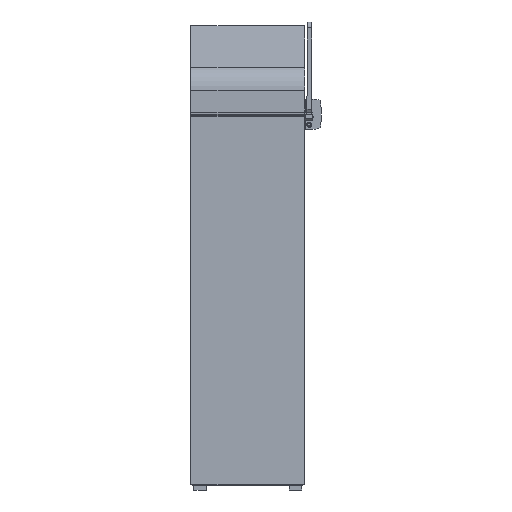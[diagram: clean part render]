
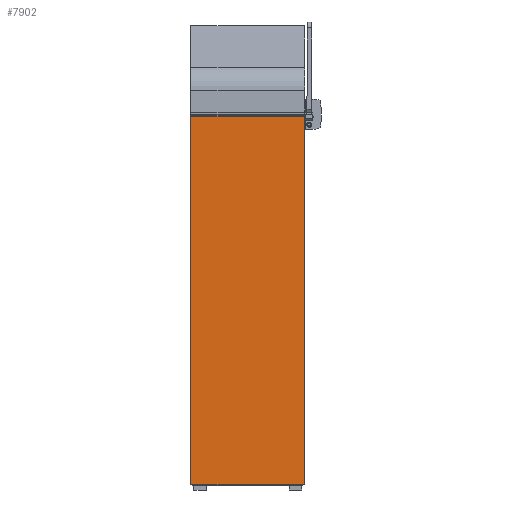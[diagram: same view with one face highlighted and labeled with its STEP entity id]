
A CAD part, front view. The second image highlights one B-rep face of the part: STEP entity #7902.
In plain terms, the highlighted planar face has unit normal (0, -1, 0).
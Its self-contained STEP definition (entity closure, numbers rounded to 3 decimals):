
#162 = CARTESIAN_POINT ( 'NONE',  ( -113.5, -224.3, 746.194 ) ) ;
#224 = CARTESIAN_POINT ( 'NONE',  ( 113.5, -224.3, 746.194 ) ) ;
#938 = ORIENTED_EDGE ( 'NONE', *, *, #8362, .F. ) ;
#999 = DIRECTION ( 'NONE',  ( 0., 0., -1. ) ) ;
#1273 = EDGE_LOOP ( 'NONE', ( #7650, #2521, #5341, #938 ) ) ;
#1530 = PLANE ( 'NONE',  #6111 ) ;
#1795 = DIRECTION ( 'NONE',  ( 0., 0., -1. ) ) ;
#2209 = CARTESIAN_POINT ( 'NONE',  ( -113.5, -224.3, 10.354 ) ) ;
#2521 = ORIENTED_EDGE ( 'NONE', *, *, #10390, .F. ) ;
#2565 = CARTESIAN_POINT ( 'NONE',  ( 113.5, -224.3, 10.354 ) ) ;
#2949 = CARTESIAN_POINT ( 'NONE',  ( 113.5, -224.3, 10.354 ) ) ;
#3195 = CARTESIAN_POINT ( 'NONE',  ( 0., -224.3, 746.194 ) ) ;
#3477 = EDGE_CURVE ( 'NONE', #7993, #5503, #9132, .T. ) ;
#4056 = FACE_OUTER_BOUND ( 'NONE', #1273, .T. ) ;
#5024 = CARTESIAN_POINT ( 'NONE',  ( 0., -224.3, 746.194 ) ) ;
#5341 = ORIENTED_EDGE ( 'NONE', *, *, #3477, .T. ) ;
#5503 = VERTEX_POINT ( 'NONE', #162 ) ;
#6106 = VERTEX_POINT ( 'NONE', #2209 ) ;
#6111 = AXIS2_PLACEMENT_3D ( 'NONE', #3195, #6474, #1795 ) ;
#6412 = DIRECTION ( 'NONE',  ( 0., 0., 1. ) ) ;
#6474 = DIRECTION ( 'NONE',  ( 0., -1., 0. ) ) ;
#6652 = LINE ( 'NONE', #2565, #6682 ) ;
#6682 = VECTOR ( 'NONE', #999, 1000. ) ;
#7270 = CARTESIAN_POINT ( 'NONE',  ( -113.5, -224.3, 10.354 ) ) ;
#7292 = VERTEX_POINT ( 'NONE', #2949 ) ;
#7650 = ORIENTED_EDGE ( 'NONE', *, *, #9892, .F. ) ;
#7674 = VECTOR ( 'NONE', #6412, 1000. ) ;
#7845 = CARTESIAN_POINT ( 'NONE',  ( 0., -224.3, 10.354 ) ) ;
#7902 = ADVANCED_FACE ( 'NONE', ( #4056 ), #1530, .T. ) ;
#7948 = DIRECTION ( 'NONE',  ( -1., 0., 0. ) ) ;
#7993 = VERTEX_POINT ( 'NONE', #224 ) ;
#8318 = DIRECTION ( 'NONE',  ( -1., 0., 0. ) ) ;
#8362 = EDGE_CURVE ( 'NONE', #6106, #5503, #10555, .T. ) ;
#8465 = VECTOR ( 'NONE', #8318, 1000. ) ;
#9132 = LINE ( 'NONE', #5024, #8465 ) ;
#9584 = LINE ( 'NONE', #7845, #9956 ) ;
#9892 = EDGE_CURVE ( 'NONE', #7292, #6106, #9584, .T. ) ;
#9956 = VECTOR ( 'NONE', #7948, 1000. ) ;
#10390 = EDGE_CURVE ( 'NONE', #7993, #7292, #6652, .T. ) ;
#10555 = LINE ( 'NONE', #7270, #7674 ) ;
